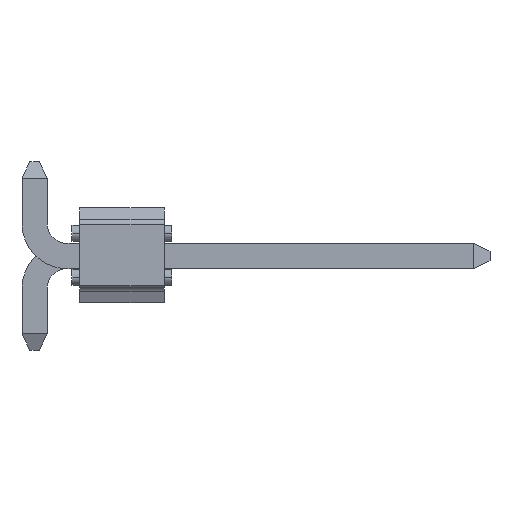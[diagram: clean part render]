
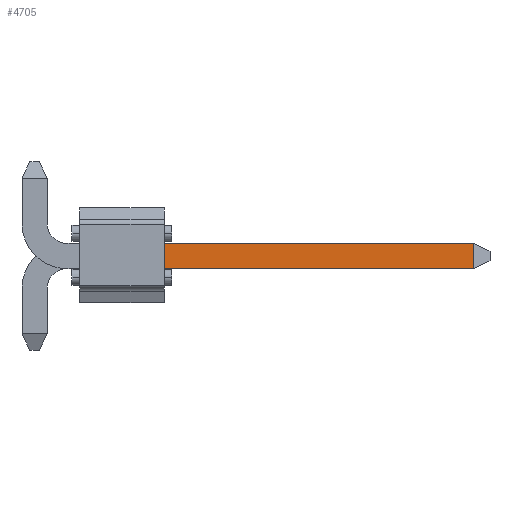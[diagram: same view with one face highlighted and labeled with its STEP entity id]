
A CAD part, front view. The second image highlights one B-rep face of the part: STEP entity #4705.
In plain terms, the highlighted planar face has unit normal (0, -1, 0).
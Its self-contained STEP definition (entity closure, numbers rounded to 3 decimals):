
#196=DIRECTION('',(0.,0.,1.));
#197=VECTOR('',#196,0.64);
#198=CARTESIAN_POINT('',(2.14,-18.1,-0.335));
#199=LINE('1129',#198,#197);
#564=DIRECTION('',(-1.,0.,0.));
#565=VECTOR('',#564,7.851);
#566=CARTESIAN_POINT('',(9.991,-18.1,0.305));
#567=LINE('1138',#566,#565);
#636=DIRECTION('',(1.,0.,0.));
#637=VECTOR('',#636,7.851);
#638=CARTESIAN_POINT('',(2.14,-18.1,-0.335));
#639=LINE('1137',#638,#637);
#3322=DIRECTION('',(0.,0.,1.));
#3323=VECTOR('',#3322,0.64);
#3324=CARTESIAN_POINT('',(9.991,-18.1,-0.335));
#3325=LINE('505',#3324,#3323);
#3762=CARTESIAN_POINT('',(9.991,-18.1,-0.335));
#3763=CARTESIAN_POINT('',(9.991,-18.1,0.305));
#3764=VERTEX_POINT('',#3762);
#3765=VERTEX_POINT('',#3763);
#4254=CARTESIAN_POINT('',(2.14,-18.1,-0.335));
#4255=CARTESIAN_POINT('',(2.14,-18.1,0.305));
#4256=VERTEX_POINT('',#4254);
#4257=VERTEX_POINT('',#4255);
#4690=CARTESIAN_POINT('',(4.261,-18.1,0.809));
#4691=DIRECTION('',(0.,1.,0.));
#4692=DIRECTION('',(0.,0.,-1.));
#4693=AXIS2_PLACEMENT_3D('',#4690,#4691,#4692);
#4694=PLANE('487',#4693);
#4696=ORIENTED_EDGE('1129',*,*,#4695,.T.);
#4698=ORIENTED_EDGE('1138',*,*,#4697,.F.);
#4700=ORIENTED_EDGE('505',*,*,#4699,.F.);
#4702=ORIENTED_EDGE('1137',*,*,#4701,.F.);
#4703=EDGE_LOOP('487',(#4696,#4698,#4700,#4702));
#4704=FACE_OUTER_BOUND('487',#4703,.F.);
#4695=EDGE_CURVE('1129',#4256,#4257,#199,.T.);
#4697=EDGE_CURVE('1138',#3765,#4257,#567,.T.);
#4699=EDGE_CURVE('505',#3764,#3765,#3325,.T.);
#4701=EDGE_CURVE('1137',#4256,#3764,#639,.T.);
#4705=ADVANCED_FACE('487',(#4704),#4694,.F.);
